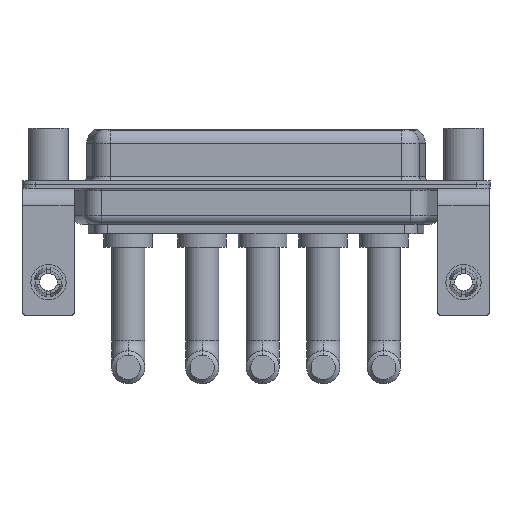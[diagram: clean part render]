
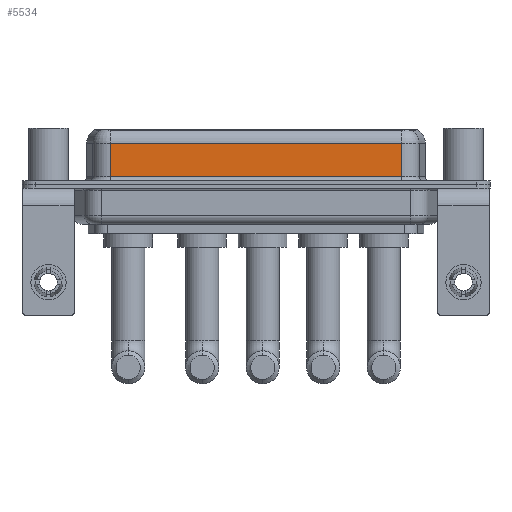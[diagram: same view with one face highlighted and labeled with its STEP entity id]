
A CAD part, front view. The second image highlights one B-rep face of the part: STEP entity #5534.
In plain terms, the highlighted planar face has unit normal (0, -1, 0).
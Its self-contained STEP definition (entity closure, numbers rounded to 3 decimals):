
#115 = EDGE_CURVE ( 'NONE', #5805, #1381, #14561, .T. ) ;
#929 = CARTESIAN_POINT ( 'NONE',  ( 7.013, -3.95, 0.9 ) ) ;
#1381 = VERTEX_POINT ( 'NONE', #3771 ) ;
#1682 = DIRECTION ( 'NONE',  ( 0., 0., 1. ) ) ;
#3258 = PLANE ( 'NONE',  #7808 ) ;
#3771 = CARTESIAN_POINT ( 'NONE',  ( 40.037, -3.95, 0.9 ) ) ;
#4415 = DIRECTION ( 'NONE',  ( 0., 1., 0. ) ) ;
#4904 = EDGE_CURVE ( 'NONE', #9925, #15005, #8928, .T. ) ;
#5459 = DIRECTION ( 'NONE',  ( 1., 0., 0. ) ) ;
#5534 = ADVANCED_FACE ( 'NONE', ( #11720 ), #3258, .F. ) ;
#5805 = VERTEX_POINT ( 'NONE', #929 ) ;
#6303 = DIRECTION ( 'NONE',  ( -1., 0., 0. ) ) ;
#7013 = VECTOR ( 'NONE', #6303, 1000. ) ;
#7057 = LINE ( 'NONE', #8363, #16097 ) ;
#7808 = AXIS2_PLACEMENT_3D ( 'NONE', #15656, #4415, #1682 ) ;
#8219 = VECTOR ( 'NONE', #5459, 1000. ) ;
#8306 = VECTOR ( 'NONE', #10266, 1000. ) ;
#8363 = CARTESIAN_POINT ( 'NONE',  ( 7.013, -3.95, 6.4 ) ) ;
#8482 = ORIENTED_EDGE ( 'NONE', *, *, #115, .T. ) ;
#8928 = LINE ( 'NONE', #15341, #7013 ) ;
#8991 = ORIENTED_EDGE ( 'NONE', *, *, #4904, .T. ) ;
#9769 = DIRECTION ( 'NONE',  ( 0., 0., -1. ) ) ;
#9925 = VERTEX_POINT ( 'NONE', #16132 ) ;
#10052 = ORIENTED_EDGE ( 'NONE', *, *, #14466, .F. ) ;
#10266 = DIRECTION ( 'NONE',  ( 0., 0., -1. ) ) ;
#10532 = EDGE_CURVE ( 'NONE', #15005, #5805, #7057, .T. ) ;
#11112 = EDGE_LOOP ( 'NONE', ( #10052, #8991, #12114, #8482 ) ) ;
#11422 = CARTESIAN_POINT ( 'NONE',  ( 40.037, -3.95, 6.4 ) ) ;
#11707 = CARTESIAN_POINT ( 'NONE',  ( 40.037, -3.95, 0.9 ) ) ;
#11720 = FACE_OUTER_BOUND ( 'NONE', #11112, .T. ) ;
#12114 = ORIENTED_EDGE ( 'NONE', *, *, #10532, .T. ) ;
#13807 = LINE ( 'NONE', #11422, #8306 ) ;
#14466 = EDGE_CURVE ( 'NONE', #9925, #1381, #13807, .T. ) ;
#14561 = LINE ( 'NONE', #11707, #8219 ) ;
#15005 = VERTEX_POINT ( 'NONE', #15150 ) ;
#15150 = CARTESIAN_POINT ( 'NONE',  ( 7.013, -3.95, 4.65 ) ) ;
#15341 = CARTESIAN_POINT ( 'NONE',  ( 40.037, -3.95, 4.65 ) ) ;
#15656 = CARTESIAN_POINT ( 'NONE',  ( 40.037, -3.95, 6.4 ) ) ;
#16097 = VECTOR ( 'NONE', #9769, 1000. ) ;
#16132 = CARTESIAN_POINT ( 'NONE',  ( 40.037, -3.95, 4.65 ) ) ;
